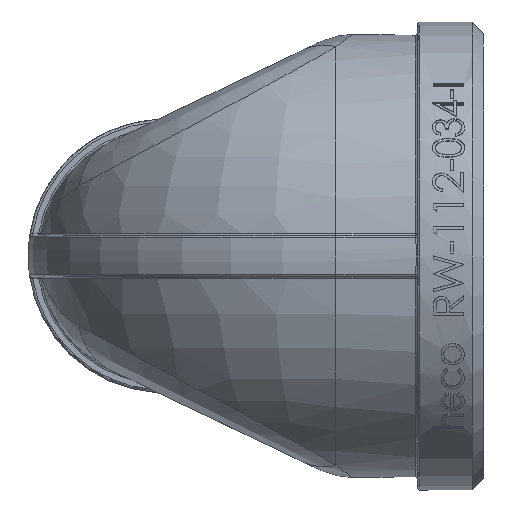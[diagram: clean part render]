
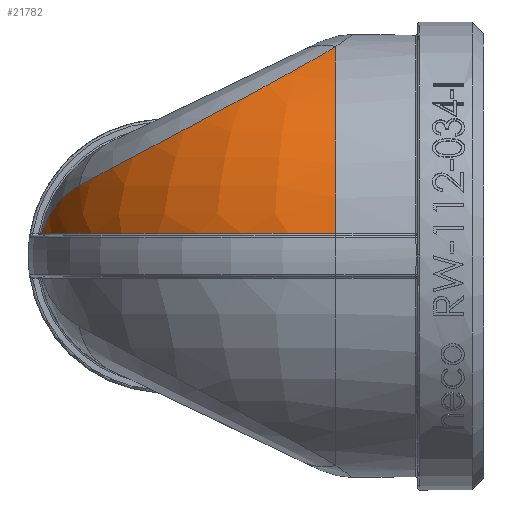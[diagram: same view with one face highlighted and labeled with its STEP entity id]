
A CAD part, left-side view. The second image highlights one B-rep face of the part: STEP entity #21782.
In plain terms, the highlighted toroidal (fillet/blend) face has major radius 9.15 mm and minor radius 26.75 mm.
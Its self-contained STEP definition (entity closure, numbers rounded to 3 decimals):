
#13 = B_SPLINE_CURVE_WITH_KNOTS ( 'NONE', 3,
 ( #8010, #8029, #8012, #7980, #7991 ),
 .UNSPECIFIED., .F., .F.,
 ( 4, 1, 4 ),
 ( 0.03, 0.357, 1. ),
 .UNSPECIFIED. ) ;
#291 = TOROIDAL_SURFACE ( 'NONE', #301, 9.15, 26.75 ) ;
#301 = AXIS2_PLACEMENT_3D ( 'NONE', #6321, #6328, #6293 ) ;
#363 = AXIS2_PLACEMENT_3D ( 'NONE', #7803, #7847, #7854 ) ;
#370 = CIRCLE ( 'NONE', #363, 26.75 ) ;
#375 = AXIS2_PLACEMENT_3D ( 'NONE', #8112, #8113, #8114 ) ;
#381 = CIRCLE ( 'NONE', #375, 35.761 ) ;
#6285 = FACE_OUTER_BOUND ( 'NONE', #9537, .T. ) ;
#6293 = DIRECTION ( 'NONE',  ( 0., -1., 0. ) ) ;
#6321 = CARTESIAN_POINT ( 'NONE',  ( 9.15, -20.65, 0. ) ) ;
#6328 = DIRECTION ( 'NONE',  ( 0., 0., -1. ) ) ;
#7719 = CARTESIAN_POINT ( 'NONE',  ( -6.004, 10.358, 8.501 ) ) ;
#7722 = CARTESIAN_POINT ( 'NONE',  ( -17.217, -5.398, 16.869 ) ) ;
#7728 = CARTESIAN_POINT ( 'NONE',  ( -13.334, -17.163, 23.259 ) ) ;
#7729 = CARTESIAN_POINT ( 'NONE',  ( -10.424, -19.677, 24.7 ) ) ;
#7737 = CARTESIAN_POINT ( 'NONE',  ( -9.182, 8.421, 9.529 ) ) ;
#7744 = CARTESIAN_POINT ( 'NONE',  ( -14.593, 3.256, 12.27 ) ) ;
#7748 = CARTESIAN_POINT ( 'NONE',  ( -8.731, -20.65, 25.285 ) ) ;
#7755 = CARTESIAN_POINT ( 'NONE',  ( -15.992, -12.382, 20.632 ) ) ;
#7803 = CARTESIAN_POINT ( 'NONE',  ( 0., -20.65, 0. ) ) ;
#7847 = DIRECTION ( 'NONE',  ( 0., 1., 0. ) ) ;
#7854 = DIRECTION ( 'NONE',  ( -1., 0., 0. ) ) ;
#7980 = CARTESIAN_POINT ( 'NONE',  ( -3.62, 11.812, 7.729 ) ) ;
#7991 = CARTESIAN_POINT ( 'NONE',  ( -6.004, 10.358, 8.501 ) ) ;
#8010 = CARTESIAN_POINT ( 'NONE',  ( 5.072, 14.878, 2.725 ) ) ;
#8012 = CARTESIAN_POINT ( 'NONE',  ( 0.092, 13.664, 5.888 ) ) ;
#8029 = CARTESIAN_POINT ( 'NONE',  ( 3.813, 14.649, 3.546 ) ) ;
#8112 = CARTESIAN_POINT ( 'NONE',  ( 9.15, -20.65, 2.725 ) ) ;
#8113 = DIRECTION ( 'NONE',  ( 0., 0., 1. ) ) ;
#8114 = DIRECTION ( 'NONE',  ( -1., 0., 0. ) ) ;
#8454 = B_SPLINE_CURVE_WITH_KNOTS ( 'NONE', 3,
 ( #7719, #7737, #7744, #7722, #7755, #7728, #7729, #7748 ),
 .UNSPECIFIED., .F., .F.,
 ( 4, 1, 1, 1, 1, 4 ),
 ( 0., 0.286, 0.571, 0.714, 0.857, 1. ),
 .UNSPECIFIED. ) ;
#9344 = ORIENTED_EDGE ( 'NONE', *, *, #21867, .F. ) ;
#9356 = ORIENTED_EDGE ( 'NONE', *, *, #21835, .F. ) ;
#9360 = ORIENTED_EDGE ( 'NONE', *, *, #21843, .T. ) ;
#9367 = ORIENTED_EDGE ( 'NONE', *, *, #21893, .T. ) ;
#9537 = EDGE_LOOP ( 'NONE', ( #9344, #9367, #9360, #9356 ) ) ;
#21782 = ADVANCED_FACE ( 'NONE', ( #6285 ), #291, .T. ) ;
#21835 = EDGE_CURVE ( 'NONE', #24531, #24661, #8454, .T. ) ;
#21843 = EDGE_CURVE ( 'NONE', #24710, #24661, #370, .T. ) ;
#21867 = EDGE_CURVE ( 'NONE', #24529, #24531, #13, .T. ) ;
#21893 = EDGE_CURVE ( 'NONE', #24529, #24710, #381, .T. ) ;
#22932 = CARTESIAN_POINT ( 'NONE',  ( -6.004, 10.358, 8.501 ) ) ;
#22955 = CARTESIAN_POINT ( 'NONE',  ( 5.072, 14.878, 2.725 ) ) ;
#23115 = CARTESIAN_POINT ( 'NONE',  ( -8.731, -20.65, 25.285 ) ) ;
#23171 = CARTESIAN_POINT ( 'NONE',  ( -26.611, -20.65, 2.725 ) ) ;
#24529 = VERTEX_POINT ( 'NONE', #22955 ) ;
#24531 = VERTEX_POINT ( 'NONE', #22932 ) ;
#24661 = VERTEX_POINT ( 'NONE', #23115 ) ;
#24710 = VERTEX_POINT ( 'NONE', #23171 ) ;
